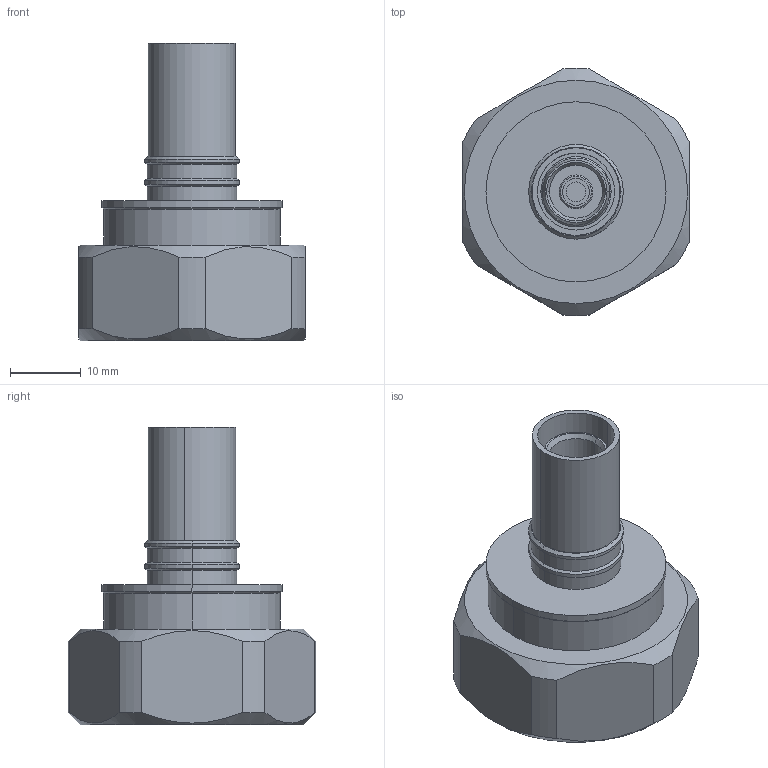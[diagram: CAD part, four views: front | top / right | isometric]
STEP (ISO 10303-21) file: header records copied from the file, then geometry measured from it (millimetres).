
FILE_DESCRIPTION (( 'STEP AP203' ), '1' );
FILE_NAME ('3190-2524(EZ-400-716M-X).STEP', '2017-07-13T06:46:00', ( '' ), ( '' ), 'SwSTEP 2.0', 'SolidWorks 2017', '' );
FILE_SCHEMA (( 'CONFIG_CONTROL_DESIGN' ));
Length unit declared in the file: millimetre
Products named in the file (1): 3190-2524(EZ-400-716M-X)
Bounding box: 32 x 34.98 x 42.05 mm (x, y, z)
Volume: 11323.5 mm3; surface area: 8279.9 mm2
Topology: 1 solids, 1 shells, 117 faces, 249 edges, 154 vertices
Faces by surface type: cylinder 55, cone 32, plane 28, torus 2
Entity records: 3403 total; most frequent: CARTESIAN_POINT 717, DIRECTION 600, ORIENTED_EDGE 498, AXIS2_PLACEMENT_3D 253, EDGE_CURVE 249, VERTEX_POINT 154, EDGE_LOOP 137, CIRCLE 135
